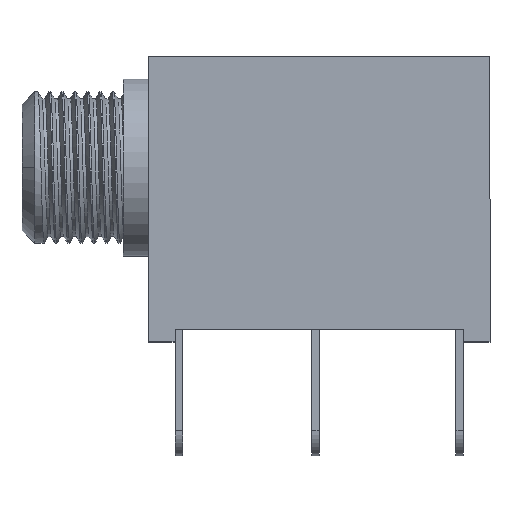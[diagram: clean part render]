
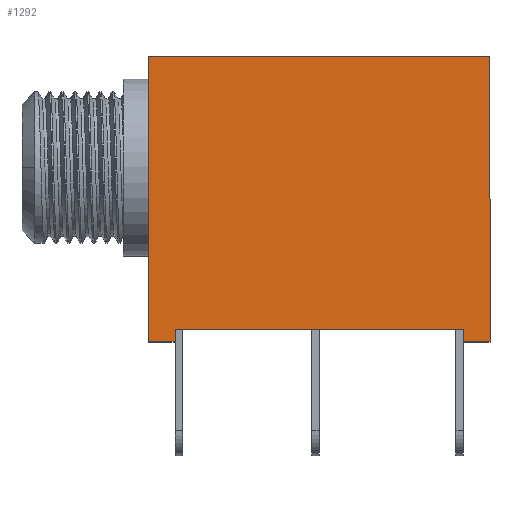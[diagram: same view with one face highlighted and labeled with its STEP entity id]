
A CAD part, top view. The second image highlights one B-rep face of the part: STEP entity #1292.
In plain terms, the highlighted planar face has unit normal (0, 0, 1).
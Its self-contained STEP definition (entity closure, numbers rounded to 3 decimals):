
#10 = DIRECTION ( 'NONE',  ( 1., 0., 0. ) ) ;
#99 = ORIENTED_EDGE ( 'NONE', *, *, #1996, .T. ) ;
#108 = VECTOR ( 'NONE', #1630, 1000. ) ;
#127 = DIRECTION ( 'NONE',  ( 0., -1., 0. ) ) ;
#180 = EDGE_CURVE ( 'NONE', #1199, #2026, #2357, .T. ) ;
#361 = CARTESIAN_POINT ( 'NONE',  ( 0., 4.5, 3.75 ) ) ;
#373 = DIRECTION ( 'NONE',  ( 0., -1., 0. ) ) ;
#440 = AXIS2_PLACEMENT_3D ( 'NONE', #888, #1849, #2296 ) ;
#460 = FACE_OUTER_BOUND ( 'NONE', #1317, .T. ) ;
#498 = EDGE_CURVE ( 'NONE', #2440, #1199, #1418, .T. ) ;
#533 = LINE ( 'NONE', #1889, #685 ) ;
#564 = CARTESIAN_POINT ( 'NONE',  ( 5.85, 0., 3.75 ) ) ;
#611 = VERTEX_POINT ( 'NONE', #1128 ) ;
#635 = EDGE_CURVE ( 'NONE', #1686, #2026, #1404, .T. ) ;
#685 = VECTOR ( 'NONE', #10, 1000. ) ;
#719 = ORIENTED_EDGE ( 'NONE', *, *, #498, .T. ) ;
#748 = VERTEX_POINT ( 'NONE', #2347 ) ;
#861 = CARTESIAN_POINT ( 'NONE',  ( 5.85, 4.5, 3.75 ) ) ;
#862 = VECTOR ( 'NONE', #373, 1000. ) ;
#880 = VECTOR ( 'NONE', #2293, 1000. ) ;
#888 = CARTESIAN_POINT ( 'NONE',  ( 0., 0., 3.75 ) ) ;
#1128 = CARTESIAN_POINT ( 'NONE',  ( -6.6, 15.8, 3.75 ) ) ;
#1199 = VERTEX_POINT ( 'NONE', #861 ) ;
#1230 = ORIENTED_EDGE ( 'NONE', *, *, #180, .T. ) ;
#1278 = CARTESIAN_POINT ( 'NONE',  ( -5.55, 0., 3.75 ) ) ;
#1292 = ADVANCED_FACE ( 'NONE', ( #460 ), #2972, .T. ) ;
#1317 = EDGE_LOOP ( 'NONE', ( #2947, #719, #1230, #2959, #2474, #2705, #99, #2801 ) ) ;
#1321 = DIRECTION ( 'NONE',  ( 1., 0., 0. ) ) ;
#1360 = VECTOR ( 'NONE', #1542, 1000. ) ;
#1404 = LINE ( 'NONE', #1596, #880 ) ;
#1418 = LINE ( 'NONE', #564, #862 ) ;
#1525 = CARTESIAN_POINT ( 'NONE',  ( 6.9, 4.5, 3.75 ) ) ;
#1536 = EDGE_CURVE ( 'NONE', #611, #1686, #1775, .T. ) ;
#1542 = DIRECTION ( 'NONE',  ( 1., 0., 0. ) ) ;
#1596 = CARTESIAN_POINT ( 'NONE',  ( 6.9, 0., 3.75 ) ) ;
#1617 = LINE ( 'NONE', #361, #1360 ) ;
#1630 = DIRECTION ( 'NONE',  ( 1., 0., 0. ) ) ;
#1686 = VERTEX_POINT ( 'NONE', #2003 ) ;
#1775 = LINE ( 'NONE', #3015, #108 ) ;
#1797 = VECTOR ( 'NONE', #1321, 1000. ) ;
#1803 = DIRECTION ( 'NONE',  ( 0., -1., 0. ) ) ;
#1837 = LINE ( 'NONE', #2277, #2837 ) ;
#1849 = DIRECTION ( 'NONE',  ( 0., 0., 1. ) ) ;
#1854 = CARTESIAN_POINT ( 'NONE',  ( -6.6, 4.5, 3.75 ) ) ;
#1889 = CARTESIAN_POINT ( 'NONE',  ( 0., 5., 3.75 ) ) ;
#1996 = EDGE_CURVE ( 'NONE', #2302, #748, #1617, .T. ) ;
#2003 = CARTESIAN_POINT ( 'NONE',  ( 6.9, 15.8, 3.75 ) ) ;
#2026 = VERTEX_POINT ( 'NONE', #1525 ) ;
#2070 = EDGE_CURVE ( 'NONE', #2366, #748, #2986, .T. ) ;
#2250 = EDGE_CURVE ( 'NONE', #611, #2302, #1837, .T. ) ;
#2277 = CARTESIAN_POINT ( 'NONE',  ( -6.6, 0., 3.75 ) ) ;
#2293 = DIRECTION ( 'NONE',  ( 0., -1., 0. ) ) ;
#2296 = DIRECTION ( 'NONE',  ( 1., 0., 0. ) ) ;
#2302 = VERTEX_POINT ( 'NONE', #1854 ) ;
#2345 = CARTESIAN_POINT ( 'NONE',  ( -5.55, 5., 3.75 ) ) ;
#2347 = CARTESIAN_POINT ( 'NONE',  ( -5.55, 4.5, 3.75 ) ) ;
#2357 = LINE ( 'NONE', #2711, #1797 ) ;
#2366 = VERTEX_POINT ( 'NONE', #2345 ) ;
#2440 = VERTEX_POINT ( 'NONE', #2775 ) ;
#2474 = ORIENTED_EDGE ( 'NONE', *, *, #1536, .F. ) ;
#2573 = EDGE_CURVE ( 'NONE', #2366, #2440, #533, .T. ) ;
#2664 = VECTOR ( 'NONE', #127, 1000. ) ;
#2705 = ORIENTED_EDGE ( 'NONE', *, *, #2250, .T. ) ;
#2711 = CARTESIAN_POINT ( 'NONE',  ( 0., 4.5, 3.75 ) ) ;
#2775 = CARTESIAN_POINT ( 'NONE',  ( 5.85, 5., 3.75 ) ) ;
#2801 = ORIENTED_EDGE ( 'NONE', *, *, #2070, .F. ) ;
#2837 = VECTOR ( 'NONE', #1803, 1000. ) ;
#2947 = ORIENTED_EDGE ( 'NONE', *, *, #2573, .T. ) ;
#2959 = ORIENTED_EDGE ( 'NONE', *, *, #635, .F. ) ;
#2972 = PLANE ( 'NONE',  #440 ) ;
#2986 = LINE ( 'NONE', #1278, #2664 ) ;
#3015 = CARTESIAN_POINT ( 'NONE',  ( 0., 15.8, 3.75 ) ) ;
